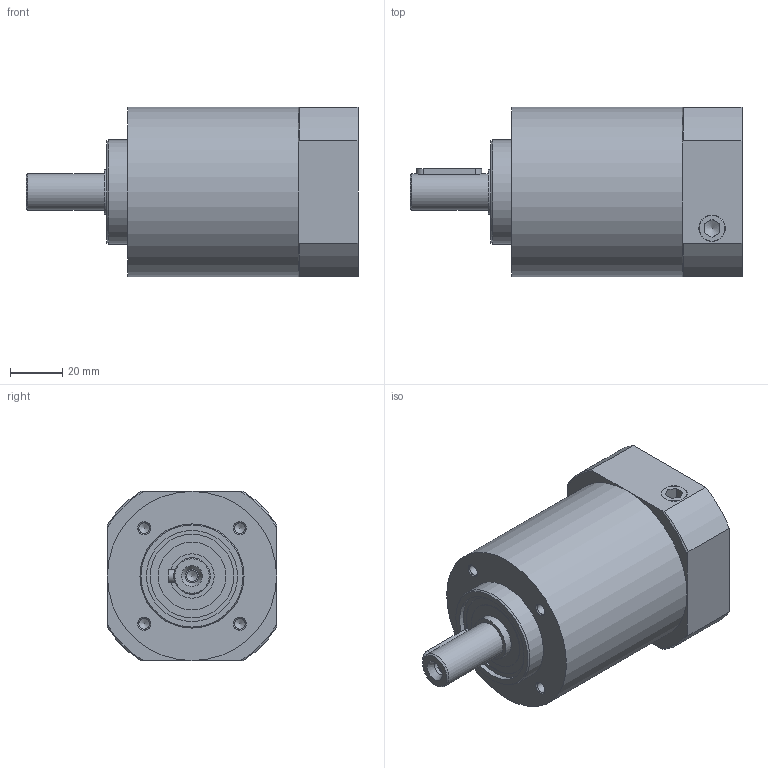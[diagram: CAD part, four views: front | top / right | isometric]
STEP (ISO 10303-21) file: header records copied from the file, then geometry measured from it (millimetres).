
FILE_DESCRIPTION(('FreeCAD Model'),'2;1');
FILE_NAME('PLD60_1_26.step', '2014-06-24T12:57:13',('FreeCAD'),('FreeCAD'), 'Open CASCADE STEP processor 6.3','FreeCAD','Unknown');
FILE_SCHEMA(('AUTOMOTIVE_DESIGN_CC2 { 1 2 10303 214 -1 1 5 4 }'));
Length unit declared in the file: millimetre
Products named in the file (1): PLD60_1_26
Bounding box: 127.5 x 65 x 65 mm (x, y, z)
Volume: 303194.6 mm3; surface area: 40880.1 mm2
Topology: 1 solids, 6 shells, 120 faces, 269 edges, 169 vertices
Faces by surface type: plane 42, cylinder 40, cone 38
Full cylindrical faces by diameter (mm): 3.242 x4, 4.134 x5, 4.2 x4, 5.3 x1, 6.35 x1, 10.106 x1, 14 x2, 14.5 x1, 17 x1, 26 x1, 32 x1, 35 x1, 38.3 x1, 40 x1, 45 x2, 65 x1
Entity records: 9626 total; most frequent: CARTESIAN_POINT 4291, DIRECTION 727, ORIENTED_EDGE 478, PCURVE 478, DEFINITIONAL_REPRESENTATION 478, B_SPLINE_CURVE_WITH_KNOTS 265, LINE 250, VECTOR 250
